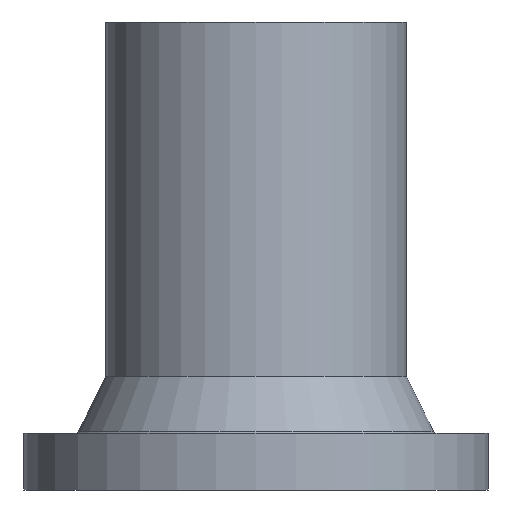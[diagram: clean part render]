
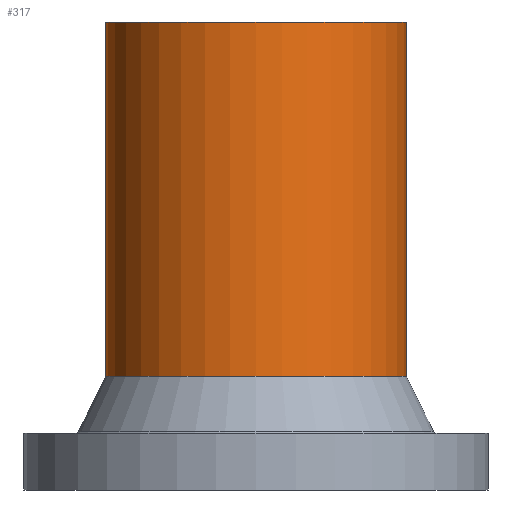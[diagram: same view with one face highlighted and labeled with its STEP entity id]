
A CAD part, front view. The second image highlights one B-rep face of the part: STEP entity #317.
In plain terms, the highlighted cylindrical face has radius 45 mm (diameter 90 mm), a partial arc.
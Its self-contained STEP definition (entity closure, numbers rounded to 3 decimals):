
#3 = CARTESIAN_POINT ( 'NONE',  ( 45., 0., 34. ) ) ;
#6 = CARTESIAN_POINT ( 'NONE',  ( 0., 0., 0. ) ) ;
#9 = ORIENTED_EDGE ( 'NONE', *, *, #401, .T. ) ;
#12 = CIRCLE ( 'NONE', #186, 45. ) ;
#20 = VERTEX_POINT ( 'NONE', #277 ) ;
#34 = DIRECTION ( 'NONE',  ( -1., 0., 0. ) ) ;
#46 = LINE ( 'NONE', #390, #75 ) ;
#57 = CARTESIAN_POINT ( 'NONE',  ( 0., 0., 140. ) ) ;
#62 = VERTEX_POINT ( 'NONE', #434 ) ;
#73 = LINE ( 'NONE', #213, #290 ) ;
#75 = VECTOR ( 'NONE', #378, 1000. ) ;
#91 = ORIENTED_EDGE ( 'NONE', *, *, #198, .F. ) ;
#94 = EDGE_LOOP ( 'NONE', ( #91, #262, #9, #274 ) ) ;
#117 = DIRECTION ( 'NONE',  ( 0., 0., -1. ) ) ;
#163 = DIRECTION ( 'NONE',  ( -1., 0., 0. ) ) ;
#186 = AXIS2_PLACEMENT_3D ( 'NONE', #57, #233, #163 ) ;
#187 = DIRECTION ( 'NONE',  ( -1., 0., 0. ) ) ;
#193 = CIRCLE ( 'NONE', #300, 45. ) ;
#198 = EDGE_CURVE ( 'NONE', #20, #305, #73, .T. ) ;
#213 = CARTESIAN_POINT ( 'NONE',  ( 45., 0., 0. ) ) ;
#233 = DIRECTION ( 'NONE',  ( 0., 0., -1. ) ) ;
#262 = ORIENTED_EDGE ( 'NONE', *, *, #372, .T. ) ;
#274 = ORIENTED_EDGE ( 'NONE', *, *, #350, .F. ) ;
#277 = CARTESIAN_POINT ( 'NONE',  ( 45., 0., 140. ) ) ;
#285 = CYLINDRICAL_SURFACE ( 'NONE', #400, 45. ) ;
#290 = VECTOR ( 'NONE', #476, 1000. ) ;
#296 = CARTESIAN_POINT ( 'NONE',  ( 0., 0., 34. ) ) ;
#300 = AXIS2_PLACEMENT_3D ( 'NONE', #296, #117, #187 ) ;
#305 = VERTEX_POINT ( 'NONE', #3 ) ;
#317 = ADVANCED_FACE ( 'NONE', ( #328 ), #285, .T. ) ;
#328 = FACE_OUTER_BOUND ( 'NONE', #94, .T. ) ;
#350 = EDGE_CURVE ( 'NONE', #305, #422, #193, .T. ) ;
#372 = EDGE_CURVE ( 'NONE', #20, #62, #12, .T. ) ;
#373 = DIRECTION ( 'NONE',  ( 0., 0., -1. ) ) ;
#378 = DIRECTION ( 'NONE',  ( 0., 0., -1. ) ) ;
#390 = CARTESIAN_POINT ( 'NONE',  ( -45., 0., 0. ) ) ;
#400 = AXIS2_PLACEMENT_3D ( 'NONE', #6, #373, #34 ) ;
#401 = EDGE_CURVE ( 'NONE', #62, #422, #46, .T. ) ;
#421 = CARTESIAN_POINT ( 'NONE',  ( -45., 0., 34. ) ) ;
#422 = VERTEX_POINT ( 'NONE', #421 ) ;
#434 = CARTESIAN_POINT ( 'NONE',  ( -45., 0., 140. ) ) ;
#476 = DIRECTION ( 'NONE',  ( 0., 0., -1. ) ) ;
